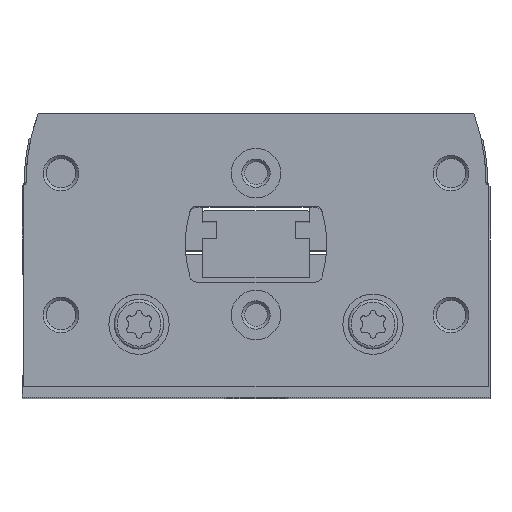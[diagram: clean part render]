
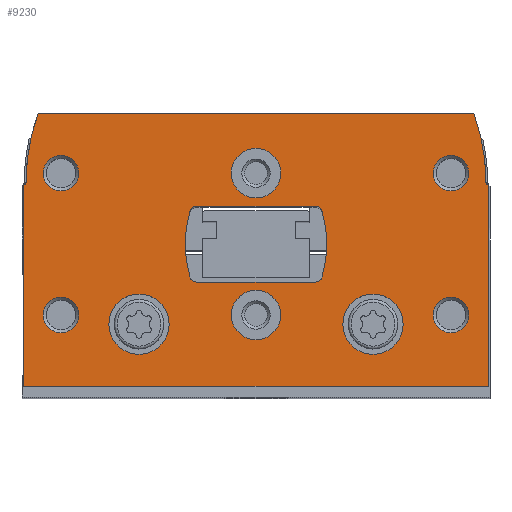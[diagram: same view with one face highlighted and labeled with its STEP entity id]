
A CAD part, top view. The second image highlights one B-rep face of the part: STEP entity #9230.
In plain terms, the highlighted planar face has unit normal (0, 0, 1).
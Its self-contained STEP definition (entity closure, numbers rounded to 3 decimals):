
#429=LINE('',#14388,#947);
#434=LINE('',#14398,#952);
#452=LINE('',#14444,#970);
#458=LINE('',#14456,#976);
#472=LINE('',#14531,#990);
#474=LINE('',#14534,#992);
#475=LINE('',#14566,#993);
#476=LINE('',#14586,#994);
#947=VECTOR('',#11779,1000.);
#952=VECTOR('',#11786,1000.);
#970=VECTOR('',#11822,1000.);
#976=VECTOR('',#11832,1000.);
#990=VECTOR('',#11890,1000.);
#992=VECTOR('',#11894,1000.);
#993=VECTOR('',#11927,1000.);
#994=VECTOR('',#11948,1000.);
#1267=PLANE('',#10035);
#2477=ORIENTED_EDGE('',*,*,#4128,.F.);
#2478=ORIENTED_EDGE('',*,*,#4129,.F.);
#2479=ORIENTED_EDGE('',*,*,#4130,.T.);
#2480=ORIENTED_EDGE('',*,*,#4131,.T.);
#2481=ORIENTED_EDGE('',*,*,#4132,.T.);
#2482=ORIENTED_EDGE('',*,*,#4133,.T.);
#2483=ORIENTED_EDGE('',*,*,#4134,.T.);
#2484=ORIENTED_EDGE('',*,*,#4135,.T.);
#2485=ORIENTED_EDGE('',*,*,#4089,.F.);
#2486=ORIENTED_EDGE('',*,*,#4109,.F.);
#2487=ORIENTED_EDGE('',*,*,#4101,.F.);
#2488=ORIENTED_EDGE('',*,*,#4098,.F.);
#2489=ORIENTED_EDGE('',*,*,#4136,.F.);
#2490=ORIENTED_EDGE('',*,*,#4137,.F.);
#2491=ORIENTED_EDGE('',*,*,#4138,.F.);
#2492=ORIENTED_EDGE('',*,*,#4092,.F.);
#2493=ORIENTED_EDGE('',*,*,#4076,.T.);
#2494=ORIENTED_EDGE('',*,*,#4070,.T.);
#2495=ORIENTED_EDGE('',*,*,#4111,.T.);
#2496=ORIENTED_EDGE('',*,*,#4041,.T.);
#2497=ORIENTED_EDGE('',*,*,#4046,.T.);
#2498=ORIENTED_EDGE('',*,*,#4050,.T.);
#2499=ORIENTED_EDGE('',*,*,#4127,.T.);
#2500=ORIENTED_EDGE('',*,*,#4082,.T.);
#4041=EDGE_CURVE('',#4971,#4970,#429,.T.);
#4046=EDGE_CURVE('',#4970,#4974,#434,.T.);
#4050=EDGE_CURVE('',#4974,#4976,#5563,.T.);
#4070=EDGE_CURVE('',#4991,#4993,#452,.T.);
#4076=EDGE_CURVE('',#4997,#4991,#458,.T.);
#4082=EDGE_CURVE('',#5002,#4997,#5569,.T.);
#4089=EDGE_CURVE('',#5006,#5007,#5572,.T.);
#4092=EDGE_CURVE('',#5007,#5008,#5573,.T.);
#4098=EDGE_CURVE('',#5012,#5013,#5576,.T.);
#4101=EDGE_CURVE('',#5013,#5015,#5577,.T.);
#4109=EDGE_CURVE('',#5015,#5006,#472,.T.);
#4111=EDGE_CURVE('',#4993,#4971,#474,.T.);
#4127=EDGE_CURVE('',#4976,#5002,#475,.T.);
#4128=EDGE_CURVE('',#5036,#5036,#5598,.T.);
#4129=EDGE_CURVE('',#5037,#5037,#5599,.T.);
#4130=EDGE_CURVE('',#5038,#5038,#5600,.T.);
#4131=EDGE_CURVE('',#5039,#5039,#5601,.T.);
#4132=EDGE_CURVE('',#5040,#5040,#5602,.T.);
#4133=EDGE_CURVE('',#5041,#5041,#5603,.T.);
#4134=EDGE_CURVE('',#5042,#5042,#5604,.T.);
#4135=EDGE_CURVE('',#5043,#5043,#5605,.T.);
#4136=EDGE_CURVE('',#5044,#5012,#5606,.T.);
#4137=EDGE_CURVE('',#5045,#5044,#476,.T.);
#4138=EDGE_CURVE('',#5008,#5045,#5607,.T.);
#4970=VERTEX_POINT('',#14387);
#4971=VERTEX_POINT('',#14389);
#4974=VERTEX_POINT('',#14397);
#4976=VERTEX_POINT('',#14404);
#4991=VERTEX_POINT('',#14438);
#4993=VERTEX_POINT('',#14443);
#4997=VERTEX_POINT('',#14454);
#5002=VERTEX_POINT('',#14469);
#5006=VERTEX_POINT('',#14483);
#5007=VERTEX_POINT('',#14485);
#5008=VERTEX_POINT('',#14493);
#5012=VERTEX_POINT('',#14506);
#5013=VERTEX_POINT('',#14508);
#5015=VERTEX_POINT('',#14517);
#5036=VERTEX_POINT('',#14569);
#5037=VERTEX_POINT('',#14571);
#5038=VERTEX_POINT('',#14573);
#5039=VERTEX_POINT('',#14575);
#5040=VERTEX_POINT('',#14577);
#5041=VERTEX_POINT('',#14579);
#5042=VERTEX_POINT('',#14581);
#5043=VERTEX_POINT('',#14583);
#5044=VERTEX_POINT('',#14585);
#5045=VERTEX_POINT('',#14587);
#5563=CIRCLE('',#9987,30.);
#5569=CIRCLE('',#9999,30.);
#5572=CIRCLE('',#10003,1.);
#5573=CIRCLE('',#10005,16.);
#5576=CIRCLE('',#10009,16.);
#5577=CIRCLE('',#10011,1.);
#5598=CIRCLE('',#10036,4.25);
#5599=CIRCLE('',#10037,4.25);
#5600=CIRCLE('',#10038,3.5);
#5601=CIRCLE('',#10039,3.5);
#5602=CIRCLE('',#10040,2.5);
#5603=CIRCLE('',#10041,2.5);
#5604=CIRCLE('',#10042,2.5);
#5605=CIRCLE('',#10043,2.5);
#5606=CIRCLE('',#10044,1.);
#5607=CIRCLE('',#10045,1.);
#6189=EDGE_LOOP('',(#2477));
#6190=EDGE_LOOP('',(#2478));
#6191=EDGE_LOOP('',(#2479));
#6192=EDGE_LOOP('',(#2480));
#6193=EDGE_LOOP('',(#2481));
#6194=EDGE_LOOP('',(#2482));
#6195=EDGE_LOOP('',(#2483));
#6196=EDGE_LOOP('',(#2484));
#6197=EDGE_LOOP('',(#2485,#2486,#2487,#2488,#2489,#2490,#2491,#2492));
#6198=EDGE_LOOP('',(#2493,#2494,#2495,#2496,#2497,#2498,#2499,#2500));
#6949=FACE_BOUND('',#6189,.T.);
#6950=FACE_BOUND('',#6190,.T.);
#6951=FACE_BOUND('',#6191,.T.);
#6952=FACE_BOUND('',#6192,.T.);
#6953=FACE_BOUND('',#6193,.T.);
#6954=FACE_BOUND('',#6194,.T.);
#6955=FACE_BOUND('',#6195,.T.);
#6956=FACE_BOUND('',#6196,.T.);
#6957=FACE_BOUND('',#6197,.T.);
#6958=FACE_BOUND('',#6198,.T.);
#9230=ADVANCED_FACE('',(#6949,#6950,#6951,#6952,#6953,#6954,#6955,#6956,
#6957,#6958),#1267,.T.);
#9987=AXIS2_PLACEMENT_3D('',#14405,#11793,#11794);
#9999=AXIS2_PLACEMENT_3D('',#14468,#11843,#11844);
#10003=AXIS2_PLACEMENT_3D('',#14484,#11854,#11855);
#10005=AXIS2_PLACEMENT_3D('',#14492,#11859,#11860);
#10009=AXIS2_PLACEMENT_3D('',#14507,#11869,#11870);
#10011=AXIS2_PLACEMENT_3D('',#14516,#11874,#11875);
#10035=AXIS2_PLACEMENT_3D('',#14567,#11928,#11929);
#10036=AXIS2_PLACEMENT_3D('',#14568,#11930,#11931);
#10037=AXIS2_PLACEMENT_3D('',#14570,#11932,#11933);
#10038=AXIS2_PLACEMENT_3D('',#14572,#11934,#11935);
#10039=AXIS2_PLACEMENT_3D('',#14574,#11936,#11937);
#10040=AXIS2_PLACEMENT_3D('',#14576,#11938,#11939);
#10041=AXIS2_PLACEMENT_3D('',#14578,#11940,#11941);
#10042=AXIS2_PLACEMENT_3D('',#14580,#11942,#11943);
#10043=AXIS2_PLACEMENT_3D('',#14582,#11944,#11945);
#10044=AXIS2_PLACEMENT_3D('',#14584,#11946,#11947);
#10045=AXIS2_PLACEMENT_3D('',#14588,#11949,#11950);
#11779=DIRECTION('',(0.,1.,0.));
#11786=DIRECTION('',(-0.866,0.5,0.));
#11793=DIRECTION('',(0.,0.,1.));
#11794=DIRECTION('',(1.,0.,0.));
#11822=DIRECTION('',(0.,-1.,0.));
#11832=DIRECTION('',(-0.866,-0.5,0.));
#11843=DIRECTION('',(0.,0.,1.));
#11844=DIRECTION('',(1.,0.,0.));
#11854=DIRECTION('',(0.,0.,1.));
#11855=DIRECTION('',(1.,0.,0.));
#11859=DIRECTION('',(0.,0.,1.));
#11860=DIRECTION('',(1.,0.,0.));
#11869=DIRECTION('',(0.,0.,1.));
#11870=DIRECTION('',(1.,0.,0.));
#11874=DIRECTION('',(0.,0.,1.));
#11875=DIRECTION('',(1.,0.,0.));
#11890=DIRECTION('',(-1.,0.,0.));
#11894=DIRECTION('',(1.,0.,0.));
#11927=DIRECTION('',(-1.,0.,0.));
#11928=DIRECTION('',(0.,0.,1.));
#11929=DIRECTION('',(1.,0.,0.));
#11930=DIRECTION('',(0.,0.,1.));
#11931=DIRECTION('',(1.,0.,0.));
#11932=DIRECTION('',(0.,0.,1.));
#11933=DIRECTION('',(1.,0.,0.));
#11934=DIRECTION('',(0.,0.,-1.));
#11935=DIRECTION('',(-1.,0.,0.));
#11936=DIRECTION('',(0.,0.,-1.));
#11937=DIRECTION('',(-1.,0.,0.));
#11938=DIRECTION('',(0.,0.,-1.));
#11939=DIRECTION('',(-1.,0.,0.));
#11940=DIRECTION('',(0.,0.,-1.));
#11941=DIRECTION('',(-1.,0.,0.));
#11942=DIRECTION('',(0.,0.,-1.));
#11943=DIRECTION('',(-1.,0.,0.));
#11944=DIRECTION('',(0.,0.,-1.));
#11945=DIRECTION('',(-1.,0.,0.));
#11946=DIRECTION('',(0.,0.,1.));
#11947=DIRECTION('',(1.,0.,0.));
#11948=DIRECTION('',(1.,0.,0.));
#11949=DIRECTION('',(0.,0.,1.));
#11950=DIRECTION('',(1.,0.,0.));
#14387=CARTESIAN_POINT('',(32.75,28.327,0.));
#14388=CARTESIAN_POINT('',(32.75,0.,0.));
#14389=CARTESIAN_POINT('',(32.75,0.,0.));
#14397=CARTESIAN_POINT('',(32.45,28.5,0.));
#14398=CARTESIAN_POINT('',(32.75,28.327,0.));
#14404=CARTESIAN_POINT('',(30.734,38.5,0.));
#14405=CARTESIAN_POINT('',(2.45,28.5,0.));
#14438=CARTESIAN_POINT('',(-32.75,28.327,0.));
#14443=CARTESIAN_POINT('',(-32.75,0.,0.));
#14444=CARTESIAN_POINT('',(-32.75,28.327,0.));
#14454=CARTESIAN_POINT('',(-32.45,28.5,0.));
#14456=CARTESIAN_POINT('',(-32.45,28.5,0.));
#14468=CARTESIAN_POINT('',(-2.45,28.5,0.));
#14469=CARTESIAN_POINT('',(-30.734,38.5,0.));
#14483=CARTESIAN_POINT('',(-8.355,25.4,0.));
#14484=CARTESIAN_POINT('',(-8.355,24.4,0.));
#14485=CARTESIAN_POINT('',(-9.312,24.69,0.));
#14492=CARTESIAN_POINT('',(6.,20.05,0.));
#14493=CARTESIAN_POINT('',(-9.312,15.41,0.));
#14506=CARTESIAN_POINT('',(9.312,15.41,0.));
#14507=CARTESIAN_POINT('',(-6.,20.05,0.));
#14508=CARTESIAN_POINT('',(9.312,24.69,0.));
#14516=CARTESIAN_POINT('',(8.355,24.4,0.));
#14517=CARTESIAN_POINT('',(8.355,25.4,0.));
#14531=CARTESIAN_POINT('',(8.355,25.4,0.));
#14534=CARTESIAN_POINT('',(-32.75,0.,0.));
#14566=CARTESIAN_POINT('',(30.734,38.5,0.));
#14567=CARTESIAN_POINT('',(2.45,28.5,0.));
#14568=CARTESIAN_POINT('',(-16.5,8.75,0.));
#14569=CARTESIAN_POINT('',(-12.25,8.75,0.));
#14570=CARTESIAN_POINT('',(16.5,8.75,0.));
#14571=CARTESIAN_POINT('',(20.75,8.75,0.));
#14572=CARTESIAN_POINT('',(0.,10.05,0.));
#14573=CARTESIAN_POINT('',(-3.5,10.05,0.));
#14574=CARTESIAN_POINT('',(0.,30.05,0.));
#14575=CARTESIAN_POINT('',(-3.5,30.05,0.));
#14576=CARTESIAN_POINT('',(27.5,10.05,0.));
#14577=CARTESIAN_POINT('',(25.,10.05,0.));
#14578=CARTESIAN_POINT('',(-27.5,10.05,0.));
#14579=CARTESIAN_POINT('',(-30.,10.05,0.));
#14580=CARTESIAN_POINT('',(-27.5,30.05,0.));
#14581=CARTESIAN_POINT('',(-30.,30.05,0.));
#14582=CARTESIAN_POINT('',(27.5,30.05,0.));
#14583=CARTESIAN_POINT('',(25.,30.05,0.));
#14584=CARTESIAN_POINT('',(8.355,15.7,0.));
#14585=CARTESIAN_POINT('',(8.355,14.7,0.));
#14586=CARTESIAN_POINT('',(-8.355,14.7,0.));
#14587=CARTESIAN_POINT('',(-8.355,14.7,0.));
#14588=CARTESIAN_POINT('',(-8.355,15.7,0.));
